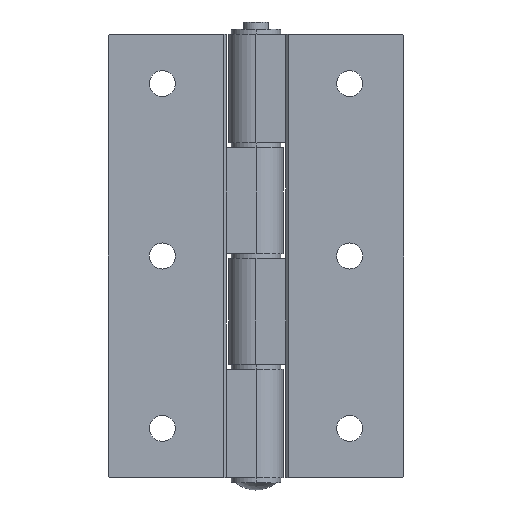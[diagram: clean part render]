
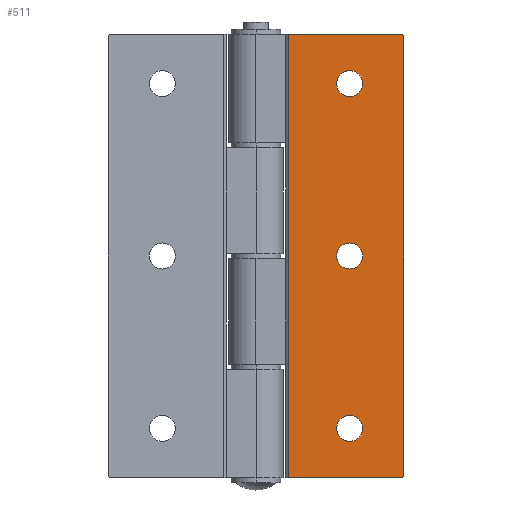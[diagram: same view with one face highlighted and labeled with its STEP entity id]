
A CAD part, front view. The second image highlights one B-rep face of the part: STEP entity #511.
In plain terms, the highlighted planar face has unit normal (0, -1, 0).
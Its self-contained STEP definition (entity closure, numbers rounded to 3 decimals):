
#72 = ORIENTED_EDGE ( 'NONE', *, *, #2453, .T. ) ;
#82 = ORIENTED_EDGE ( 'NONE', *, *, #2444, .T. ) ;
#83 = ORIENTED_EDGE ( 'NONE', *, *, #2457, .T. ) ;
#84 = ORIENTED_EDGE ( 'NONE', *, *, #2449, .T. ) ;
#85 = ORIENTED_EDGE ( 'NONE', *, *, #370, .T. ) ;
#86 = ORIENTED_EDGE ( 'NONE', *, *, #395, .T. ) ;
#87 = ORIENTED_EDGE ( 'NONE', *, *, #349, .T. ) ;
#88 = ORIENTED_EDGE ( 'NONE', *, *, #2447, .F. ) ;
#89 = ORIENTED_EDGE ( 'NONE', *, *, #516, .T. ) ;
#90 = ORIENTED_EDGE ( 'NONE', *, *, #2446, .T. ) ;
#91 = ORIENTED_EDGE ( 'NONE', *, *, #2438, .T. ) ;
#92 = ORIENTED_EDGE ( 'NONE', *, *, #393, .F. ) ;
#268 = CIRCLE ( 'NONE', #2168, 2.65 ) ;
#271 = CIRCLE ( 'NONE', #2162, 2.65 ) ;
#274 = CIRCLE ( 'NONE', #2160, 2.65 ) ;
#276 = CIRCLE ( 'NONE', #2156, 0.5 ) ;
#277 = CIRCLE ( 'NONE', #2154, 0.5 ) ;
#279 = CIRCLE ( 'NONE', #1954, 2.65 ) ;
#339 = CIRCLE ( 'NONE', #1971, 2.65 ) ;
#349 = EDGE_CURVE ( 'NONE', #2363, #2490, #479, .T. ) ;
#370 = EDGE_CURVE ( 'NONE', #560, #2136, #339, .T. ) ;
#393 = EDGE_CURVE ( 'NONE', #585, #2486, #940, .T. ) ;
#395 = EDGE_CURVE ( 'NONE', #563, #592, #946, .T. ) ;
#479 = CIRCLE ( 'NONE', #1711, 2.65 ) ;
#511 = ADVANCED_FACE ( 'NONE', ( #1943, #1937, #1949, #1951 ), #1276, .F. ) ;
#516 = EDGE_CURVE ( 'NONE', #2114, #571, #279, .T. ) ;
#560 = VERTEX_POINT ( 'NONE', #1334 ) ;
#563 = VERTEX_POINT ( 'NONE', #1337 ) ;
#571 = VERTEX_POINT ( 'NONE', #1344 ) ;
#585 = VERTEX_POINT ( 'NONE', #1358 ) ;
#592 = VERTEX_POINT ( 'NONE', #1365 ) ;
#600 = VERTEX_POINT ( 'NONE', #1373 ) ;
#801 = CARTESIAN_POINT ( 'NONE',  ( 19., -6., 0. ) ) ;
#808 = DIRECTION ( 'NONE',  ( 0., 1., 0. ) ) ;
#809 = DIRECTION ( 'NONE',  ( 0., 0., 1. ) ) ;
#864 = CARTESIAN_POINT ( 'NONE',  ( 19., -6., -35. ) ) ;
#871 = DIRECTION ( 'NONE',  ( 0., 1., 0. ) ) ;
#872 = DIRECTION ( 'NONE',  ( 0., 0., 1. ) ) ;
#940 = LINE ( 'NONE', #941, #1744 ) ;
#941 = CARTESIAN_POINT ( 'NONE',  ( 30., -6., 45. ) ) ;
#942 = DIRECTION ( 'NONE',  ( 1., 0., 0. ) ) ;
#946 = LINE ( 'NONE', #947, #1746 ) ;
#947 = CARTESIAN_POINT ( 'NONE',  ( 30., -6., -45. ) ) ;
#948 = DIRECTION ( 'NONE',  ( 1., 0., 0. ) ) ;
#1276 = PLANE ( 'NONE',  #1928 ) ;
#1277 = CARTESIAN_POINT ( 'NONE',  ( 30., -6., 45. ) ) ;
#1278 = DIRECTION ( 'NONE',  ( 0., 1., 0. ) ) ;
#1279 = DIRECTION ( 'NONE',  ( -1., 0., 0. ) ) ;
#1294 = CARTESIAN_POINT ( 'NONE',  ( 19., -6., 35. ) ) ;
#1295 = DIRECTION ( 'NONE',  ( 0., 1., 0. ) ) ;
#1296 = DIRECTION ( 'NONE',  ( 0., 0., 1. ) ) ;
#1334 = CARTESIAN_POINT ( 'NONE',  ( 19., -6., -37.65 ) ) ;
#1337 = CARTESIAN_POINT ( 'NONE',  ( 6.5, -6., -45. ) ) ;
#1344 = CARTESIAN_POINT ( 'NONE',  ( 19., -6., 37.65 ) ) ;
#1358 = CARTESIAN_POINT ( 'NONE',  ( 6.5, -6., 45. ) ) ;
#1365 = CARTESIAN_POINT ( 'NONE',  ( 29.5, -6., -45. ) ) ;
#1373 = CARTESIAN_POINT ( 'NONE',  ( 30., -6., -44.5 ) ) ;
#1378 = CARTESIAN_POINT ( 'NONE',  ( 19., -6., 32.35 ) ) ;
#1381 = CARTESIAN_POINT ( 'NONE',  ( 19., -6., -32.35 ) ) ;
#1386 = CARTESIAN_POINT ( 'NONE',  ( 19., -6., -2.65 ) ) ;
#1392 = CARTESIAN_POINT ( 'NONE',  ( 29.5, -6., 44.5 ) ) ;
#1393 = DIRECTION ( 'NONE',  ( 0., -1., 0. ) ) ;
#1394 = DIRECTION ( 'NONE',  ( -1., 0., 0. ) ) ;
#1401 = CARTESIAN_POINT ( 'NONE',  ( 19., -6., 0. ) ) ;
#1411 = DIRECTION ( 'NONE',  ( 0., 1., 0. ) ) ;
#1412 = DIRECTION ( 'NONE',  ( 0., 0., 1. ) ) ;
#1413 = CARTESIAN_POINT ( 'NONE',  ( 29.5, -6., -44.5 ) ) ;
#1417 = DIRECTION ( 'NONE',  ( 0., -1., 0. ) ) ;
#1418 = DIRECTION ( 'NONE',  ( -1., 0., 0. ) ) ;
#1420 = LINE ( 'NONE', #1421, #2167 ) ;
#1421 = CARTESIAN_POINT ( 'NONE',  ( 30., -6., 45. ) ) ;
#1422 = DIRECTION ( 'NONE',  ( 0., 0., -1. ) ) ;
#1425 = CARTESIAN_POINT ( 'NONE',  ( 19., -6., 35. ) ) ;
#1426 = DIRECTION ( 'NONE',  ( 0., 1., 0. ) ) ;
#1427 = DIRECTION ( 'NONE',  ( 0., 0., 1. ) ) ;
#1437 = CARTESIAN_POINT ( 'NONE',  ( 19., -6., -35. ) ) ;
#1438 = DIRECTION ( 'NONE',  ( 0., 1., 0. ) ) ;
#1439 = DIRECTION ( 'NONE',  ( 0., 0., 1. ) ) ;
#1450 = LINE ( 'NONE', #1451, #2175 ) ;
#1451 = CARTESIAN_POINT ( 'NONE',  ( 6.5, -6., 45. ) ) ;
#1452 = DIRECTION ( 'NONE',  ( 0., 0., -1. ) ) ;
#1495 = CARTESIAN_POINT ( 'NONE',  ( 30., -6., 44.5 ) ) ;
#1496 = CARTESIAN_POINT ( 'NONE',  ( 29.5, -6., 45. ) ) ;
#1500 = CARTESIAN_POINT ( 'NONE',  ( 19., -6., 2.65 ) ) ;
#1711 = AXIS2_PLACEMENT_3D ( 'NONE', #801, #808, #809 ) ;
#1744 = VECTOR ( 'NONE', #942, 1000. ) ;
#1746 = VECTOR ( 'NONE', #948, 1000. ) ;
#1928 = AXIS2_PLACEMENT_3D ( 'NONE', #1277, #1278, #1279 ) ;
#1937 = FACE_BOUND ( 'NONE', #2293, .T. ) ;
#1943 = FACE_BOUND ( 'NONE', #2295, .T. ) ;
#1949 = FACE_BOUND ( 'NONE', #2291, .T. ) ;
#1951 = FACE_OUTER_BOUND ( 'NONE', #2289, .T. ) ;
#1954 = AXIS2_PLACEMENT_3D ( 'NONE', #1294, #1295, #1296 ) ;
#1971 = AXIS2_PLACEMENT_3D ( 'NONE', #864, #871, #872 ) ;
#2114 = VERTEX_POINT ( 'NONE', #1378 ) ;
#2136 = VERTEX_POINT ( 'NONE', #1381 ) ;
#2154 = AXIS2_PLACEMENT_3D ( 'NONE', #1413, #1417, #1418 ) ;
#2156 = AXIS2_PLACEMENT_3D ( 'NONE', #1392, #1393, #1394 ) ;
#2160 = AXIS2_PLACEMENT_3D ( 'NONE', #1401, #1411, #1412 ) ;
#2162 = AXIS2_PLACEMENT_3D ( 'NONE', #1425, #1426, #1427 ) ;
#2167 = VECTOR ( 'NONE', #1422, 1000. ) ;
#2168 = AXIS2_PLACEMENT_3D ( 'NONE', #1437, #1438, #1439 ) ;
#2175 = VECTOR ( 'NONE', #1452, 1000. ) ;
#2289 = EDGE_LOOP ( 'NONE', ( #86, #90, #88, #91, #92, #83 ) ) ;
#2291 = EDGE_LOOP ( 'NONE', ( #84, #89 ) ) ;
#2293 = EDGE_LOOP ( 'NONE', ( #82, #87 ) ) ;
#2295 = EDGE_LOOP ( 'NONE', ( #72, #85 ) ) ;
#2363 = VERTEX_POINT ( 'NONE', #1386 ) ;
#2438 = EDGE_CURVE ( 'NONE', #2485, #2486, #276, .T. ) ;
#2444 = EDGE_CURVE ( 'NONE', #2490, #2363, #274, .T. ) ;
#2446 = EDGE_CURVE ( 'NONE', #592, #600, #277, .T. ) ;
#2447 = EDGE_CURVE ( 'NONE', #2485, #600, #1420, .T. ) ;
#2449 = EDGE_CURVE ( 'NONE', #571, #2114, #271, .T. ) ;
#2453 = EDGE_CURVE ( 'NONE', #2136, #560, #268, .T. ) ;
#2457 = EDGE_CURVE ( 'NONE', #585, #563, #1450, .T. ) ;
#2485 = VERTEX_POINT ( 'NONE', #1495 ) ;
#2486 = VERTEX_POINT ( 'NONE', #1496 ) ;
#2490 = VERTEX_POINT ( 'NONE', #1500 ) ;
